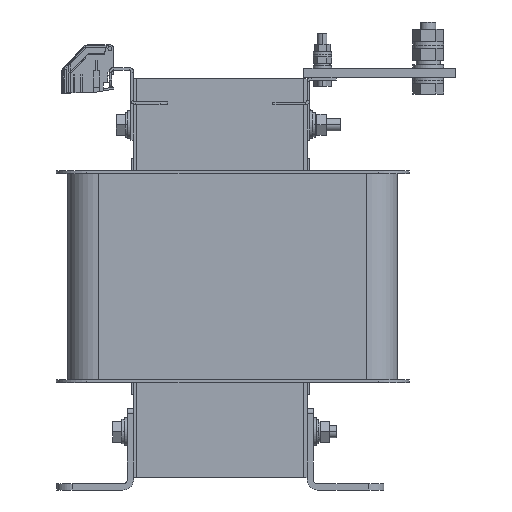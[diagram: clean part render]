
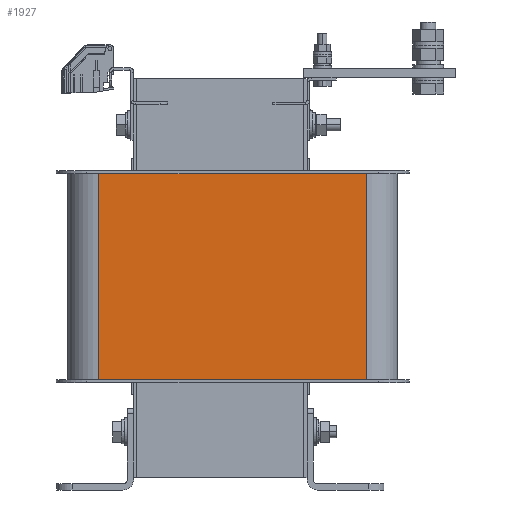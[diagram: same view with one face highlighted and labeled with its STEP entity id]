
A CAD part, front view. The second image highlights one B-rep face of the part: STEP entity #1927.
In plain terms, the highlighted planar face has unit normal (0, 1, 0).
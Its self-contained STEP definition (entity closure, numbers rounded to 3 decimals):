
#261=DIRECTION('',(1.,0.,0.));
#262=VECTOR('',#261,174.831);
#263=CARTESIAN_POINT('',(-87.415,-65.667,-67.2));
#264=LINE('',#263,#262);
#265=DIRECTION('',(-1.,0.,0.));
#266=VECTOR('',#265,174.831);
#267=CARTESIAN_POINT('',(87.415,-65.667,67.2));
#268=LINE('',#267,#266);
#273=DIRECTION('',(0.,0.,-1.));
#274=VECTOR('',#273,134.4);
#275=CARTESIAN_POINT('',(-87.415,-65.667,67.2));
#276=LINE('',#275,#274);
#753=DIRECTION('',(0.,0.,1.));
#754=VECTOR('',#753,134.4);
#755=CARTESIAN_POINT('',(87.415,-65.667,-67.2));
#756=LINE('',#755,#754);
#1534=CARTESIAN_POINT('',(-87.415,-65.667,67.2));
#1535=VERTEX_POINT('',#1534);
#1536=CARTESIAN_POINT('',(87.415,-65.667,67.2));
#1537=VERTEX_POINT('',#1536);
#1554=CARTESIAN_POINT('',(-87.415,-65.667,-67.2));
#1555=CARTESIAN_POINT('',(87.415,-65.667,-67.2));
#1556=VERTEX_POINT('',#1554);
#1557=VERTEX_POINT('',#1555);
#1913=CARTESIAN_POINT('',(0.,-65.667,0.));
#1914=DIRECTION('',(0.,1.,0.));
#1915=DIRECTION('',(1.,0.,0.));
#1916=AXIS2_PLACEMENT_3D('',#1913,#1914,#1915);
#1917=PLANE('',#1916);
#1919=ORIENTED_EDGE('',*,*,#1918,.T.);
#1920=ORIENTED_EDGE('',*,*,#1887,.T.);
#1922=ORIENTED_EDGE('',*,*,#1921,.T.);
#1924=ORIENTED_EDGE('',*,*,#1923,.T.);
#1925=EDGE_LOOP('',(#1919,#1920,#1922,#1924));
#1926=FACE_OUTER_BOUND('',#1925,.F.);
#1927=ADVANCED_FACE('',(#1926),#1917,.T.);
#1887=EDGE_CURVE('',#1556,#1557,#264,.T.);
#1918=EDGE_CURVE('',#1535,#1556,#276,.T.);
#1921=EDGE_CURVE('',#1557,#1537,#756,.T.);
#1923=EDGE_CURVE('',#1537,#1535,#268,.T.);
